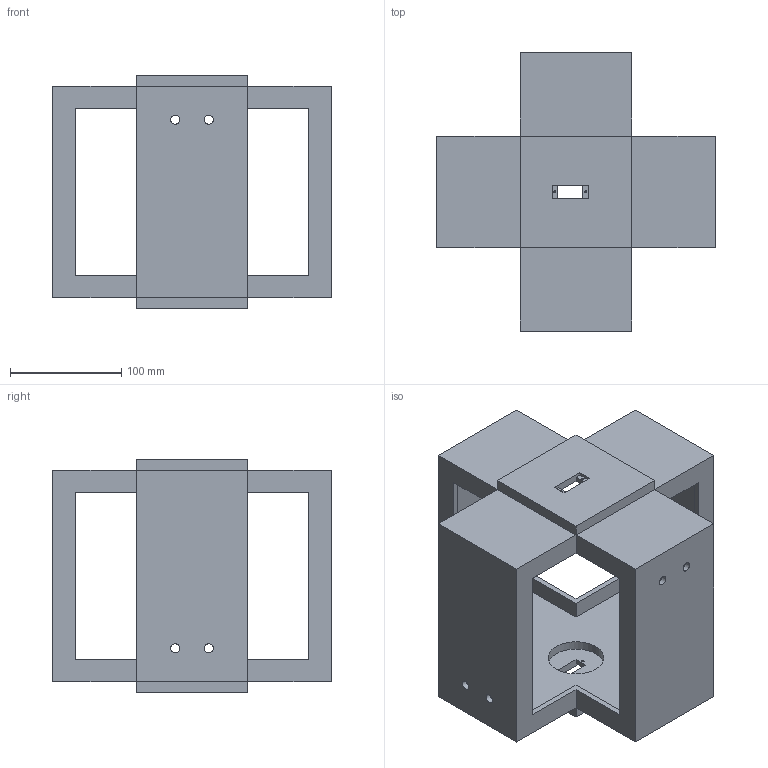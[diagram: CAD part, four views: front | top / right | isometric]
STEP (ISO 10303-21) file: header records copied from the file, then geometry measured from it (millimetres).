
FILE_DESCRIPTION(/* description */ (''),/* implementation_level */ '2;1');
FILE_NAME(/* name */ 'casing v17.step',/* time_stamp */ '2023-03-20T21:53:01+11:00',/* author */ (''),/* organization */ (''),/* preprocessor_version */ 'ST-DEVELOPER v19.2',/* originating_system */ 'Autodesk Translation Framework v11.17.0.187',/* authorisation */ '');
FILE_SCHEMA (('AUTOMOTIVE_DESIGN { 1 0 10303 214 3 1 1 }'));
Length unit declared in the file: millimetre
Products named in the file (1): casing
Bounding box: 250 x 250 x 210 mm (x, y, z)
Volume: 1098980.4 mm3; surface area: 396357.3 mm2
Topology: 1 solids, 1 shells, 92 faces, 258 edges, 164 vertices
Faces by surface type: plane 78, cylinder 14
Full cylindrical faces by diameter (mm): 2 x4, 8.2 x8, 50 x2
Entity records: 2999 total; most frequent: ORIENTED_EDGE 516, CARTESIAN_POINT 515, DIRECTION 472, EDGE_CURVE 258, LINE 230, VECTOR 230, VERTEX_POINT 164, EDGE_LOOP 122
